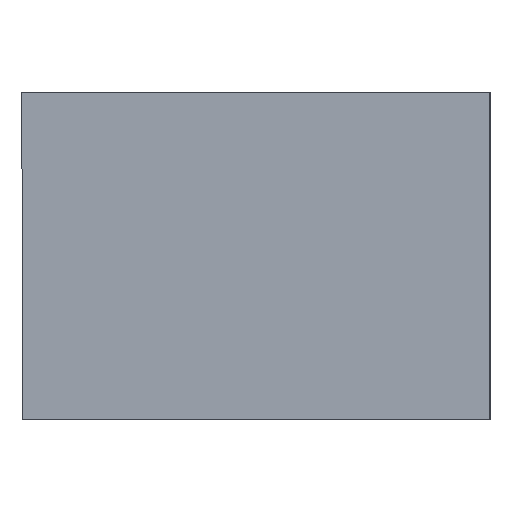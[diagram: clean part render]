
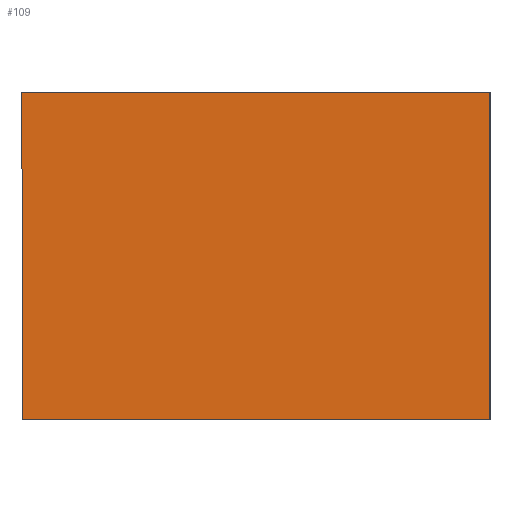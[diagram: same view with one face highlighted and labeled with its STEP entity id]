
A CAD part, left-side view. The second image highlights one B-rep face of the part: STEP entity #109.
In plain terms, the highlighted face is planar.
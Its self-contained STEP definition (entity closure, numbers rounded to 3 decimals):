
#109 = ADVANCED_FACE( '', ( #183 ), #184, .T. );
#183 = FACE_OUTER_BOUND( '', #233, .T. );
#184 = PLANE( '', #234 );
#233 = EDGE_LOOP( '', ( #326, #327, #328, #329 ) );
#234 = AXIS2_PLACEMENT_3D( '', #330, #331, #332 );
#326 = ORIENTED_EDGE( '', *, *, #356, .T. );
#327 = ORIENTED_EDGE( '', *, *, #345, .T. );
#328 = ORIENTED_EDGE( '', *, *, #367, .T. );
#329 = ORIENTED_EDGE( '', *, *, #364, .T. );
#330 = CARTESIAN_POINT( '', ( 0., 0., -0.25 ) );
#331 = DIRECTION( '', ( 0., 0., -1. ) );
#332 = DIRECTION( '', ( -1., 0., 0. ) );
#345 = EDGE_CURVE( '', #389, #390, #391, .T. );
#356 = EDGE_CURVE( '', #404, #389, #405, .T. );
#364 = EDGE_CURVE( '', #415, #404, #416, .T. );
#367 = EDGE_CURVE( '', #390, #415, #419, .T. );
#389 = VERTEX_POINT( '', #449 );
#390 = VERTEX_POINT( '', #450 );
#391 = LINE( '', #451, #452 );
#404 = VERTEX_POINT( '', #472 );
#405 = LINE( '', #473, #474 );
#415 = VERTEX_POINT( '', #488 );
#416 = LINE( '', #489, #490 );
#419 = LINE( '', #494, #495 );
#449 = CARTESIAN_POINT( '', ( 1., -0.7, -0.25 ) );
#450 = CARTESIAN_POINT( '', ( -1., -0.7, -0.25 ) );
#451 = CARTESIAN_POINT( '', ( 1., -0.7, -0.25 ) );
#452 = VECTOR( '', #506, 1000. );
#472 = CARTESIAN_POINT( '', ( 1., 0.7, -0.25 ) );
#473 = CARTESIAN_POINT( '', ( 1., 0.7, -0.25 ) );
#474 = VECTOR( '', #514, 1000. );
#488 = CARTESIAN_POINT( '', ( -1., 0.7, -0.25 ) );
#489 = CARTESIAN_POINT( '', ( -1., 0.7, -0.25 ) );
#490 = VECTOR( '', #519, 1000. );
#494 = CARTESIAN_POINT( '', ( -1., -0.7, -0.25 ) );
#495 = VECTOR( '', #521, 1000. );
#506 = DIRECTION( '', ( -1., 0., 0. ) );
#514 = DIRECTION( '', ( 0., -1., 0. ) );
#519 = DIRECTION( '', ( 1., 0., 0. ) );
#521 = DIRECTION( '', ( 0., 1., 0. ) );
